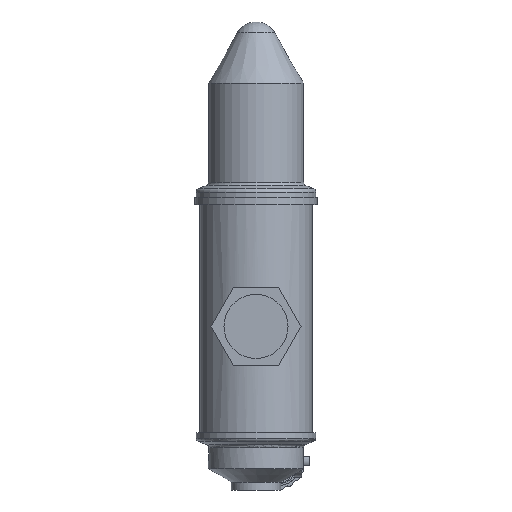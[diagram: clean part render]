
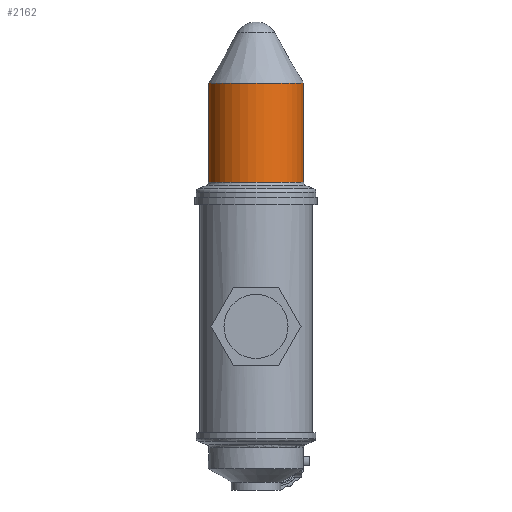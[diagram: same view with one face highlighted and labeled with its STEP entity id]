
A CAD part, left-side view. The second image highlights one B-rep face of the part: STEP entity #2162.
In plain terms, the highlighted cylindrical face has radius 25 mm (diameter 50 mm), a full revolution.
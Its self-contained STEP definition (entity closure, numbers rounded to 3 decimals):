
#440=FACE_BOUND('',#682,.T.);
#515=FACE_OUTER_BOUND('',#681,.T.);
#681=EDGE_LOOP('',(#1623));
#682=EDGE_LOOP('',(#1624));
#821=CIRCLE('',#2325,25.);
#825=CIRCLE('',#2331,25.);
#1002=VERTEX_POINT('',#3723);
#1005=VERTEX_POINT('',#3732);
#1236=EDGE_CURVE('',#1002,#1002,#821,.T.);
#1240=EDGE_CURVE('',#1005,#1005,#825,.T.);
#1623=ORIENTED_EDGE('',*,*,#1240,.T.);
#1624=ORIENTED_EDGE('',*,*,#1236,.F.);
#2074=CYLINDRICAL_SURFACE('',#2332,25.);
#2162=ADVANCED_FACE('',(#515,#440),#2074,.T.);
#2325=AXIS2_PLACEMENT_3D('',#3724,#2732,#2733);
#2331=AXIS2_PLACEMENT_3D('',#3733,#2744,#2745);
#2332=AXIS2_PLACEMENT_3D('',#3734,#2746,#2747);
#2732=DIRECTION('center_axis',(0.,0.,
1.));
#2733=DIRECTION('ref_axis',(-1.,0.,0.));
#2744=DIRECTION('center_axis',(0.,0.,
1.));
#2745=DIRECTION('ref_axis',(-1.,0.,0.));
#2746=DIRECTION('center_axis',(0.,0.,
1.));
#2747=DIRECTION('ref_axis',(1.,0.,0.));
#3723=CARTESIAN_POINT('',(-25.,0.,183.931));
#3724=CARTESIAN_POINT('Origin',(0.,0.,183.931));
#3732=CARTESIAN_POINT('',(25.,0.,131.858));
#3733=CARTESIAN_POINT('Origin',(0.,0.,131.858));
#3734=CARTESIAN_POINT('Origin',(0.,0.,157.894));
